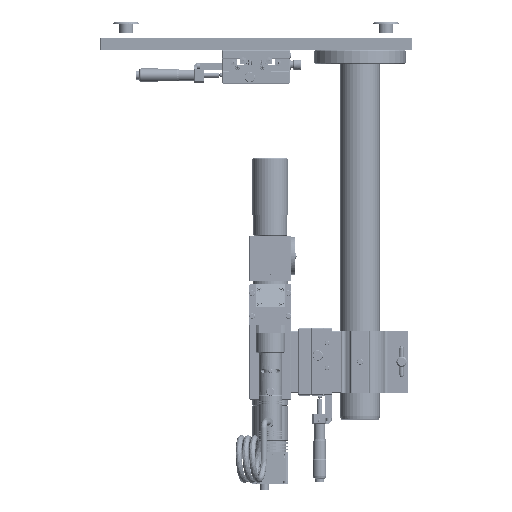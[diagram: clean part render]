
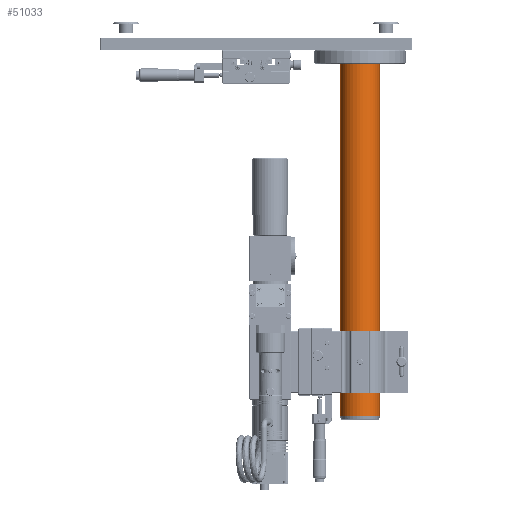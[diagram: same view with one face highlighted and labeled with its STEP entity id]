
A CAD part, top view. The second image highlights one B-rep face of the part: STEP entity #51033.
In plain terms, the highlighted cylindrical face has radius 19.05 mm (diameter 38.1 mm), a full revolution.
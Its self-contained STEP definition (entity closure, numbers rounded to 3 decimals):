
#1909=CYLINDRICAL_SURFACE('',#55173,19.05);
#3644=LINE('',#79395,#7895);
#7895=VECTOR('',#63055,19.05);
#12215=FACE_OUTER_BOUND('',#15544,.T.);
#15544=EDGE_LOOP('',(#36408,#36409,#36410,#36411));
#19222=CIRCLE('',#55142,19.05);
#19237=CIRCLE('',#55172,19.05);
#22326=VERTEX_POINT('',#79337);
#22341=VERTEX_POINT('',#79391);
#27644=EDGE_CURVE('',#22326,#22326,#19222,.T.);
#27668=EDGE_CURVE('',#22341,#22341,#19237,.T.);
#27670=EDGE_CURVE('',#22341,#22326,#3644,.T.);
#36408=ORIENTED_EDGE('',*,*,#27668,.F.);
#36409=ORIENTED_EDGE('',*,*,#27670,.T.);
#36410=ORIENTED_EDGE('',*,*,#27644,.F.);
#36411=ORIENTED_EDGE('',*,*,#27670,.F.);
#51033=ADVANCED_FACE('',(#12215),#1909,.T.);
#55142=AXIS2_PLACEMENT_3D('',#79338,#62981,#62982);
#55172=AXIS2_PLACEMENT_3D('',#79392,#63050,#63051);
#55173=AXIS2_PLACEMENT_3D('',#79394,#63053,#63054);
#62981=DIRECTION('center_axis',(0.,0.,-1.));
#62982=DIRECTION('ref_axis',(-1.,0.,0.));
#63050=DIRECTION('center_axis',(0.,0.,
1.));
#63051=DIRECTION('ref_axis',(-1.,0.,0.));
#63053=DIRECTION('center_axis',(0.,0.,
1.));
#63054=DIRECTION('ref_axis',(-1.,0.,0.));
#63055=DIRECTION('',(0.,0.,-1.));
#79337=CARTESIAN_POINT('',(19.05,0.,13.));
#79338=CARTESIAN_POINT('Origin',(0.,0.,13.));
#79391=CARTESIAN_POINT('',(19.05,0.,352.6));
#79392=CARTESIAN_POINT('Origin',(0.,0.,
352.6));
#79394=CARTESIAN_POINT('Origin',(0.,0.,
11.));
#79395=CARTESIAN_POINT('',(19.05,0.,11.));
